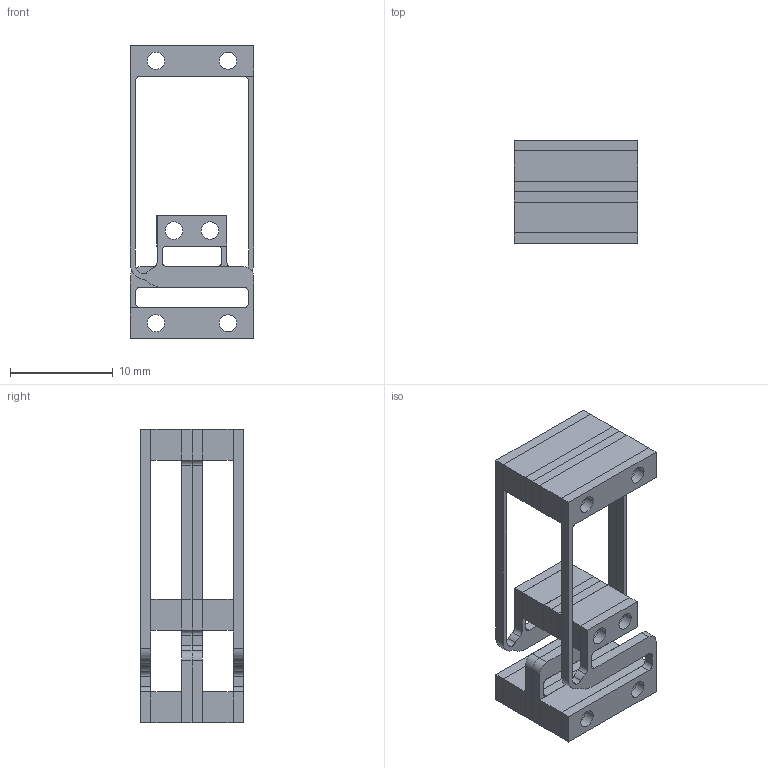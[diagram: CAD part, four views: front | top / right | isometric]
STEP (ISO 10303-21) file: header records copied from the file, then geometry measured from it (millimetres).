
FILE_DESCRIPTION(/* description */ (''),/* implementation_level */ '2;1');
FILE_NAME(/* name */ 'AA2 v1.step',/* time_stamp */ '2025-08-14T23:48:44-07:00',/* author */ (''),/* organization */ (''),/* preprocessor_version */ 'ST-DEVELOPER v20.1',/* originating_system */ 'Autodesk Translation Framework v14.10.0.0',/* authorisation */ '');
FILE_SCHEMA (('AUTOMOTIVE_DESIGN { 1 0 10303 214 3 1 1 }'));
Length unit declared in the file: millimetre
Products named in the file (2): AA2; AA2 assembled
Assembly tree (1 placements, depth 2):
  AA2
    AA2 assembled
Bounding box: 12 x 10 x 28.5 mm (x, y, z)
Volume: 1106.6 mm3; surface area: 2963.6 mm2
Topology: 12 solids, 12 shells, 228 faces, 612 edges, 408 vertices
Faces by surface type: plane 124, cylinder 104
Full cylindrical faces by diameter (mm): 1.7 x28
Entity records: 7386 total; most frequent: DIRECTION 1282, CARTESIAN_POINT 1251, ORIENTED_EDGE 1224, EDGE_CURVE 612, AXIS2_PLACEMENT_3D 439, VERTEX_POINT 408, LINE 404, VECTOR 404
